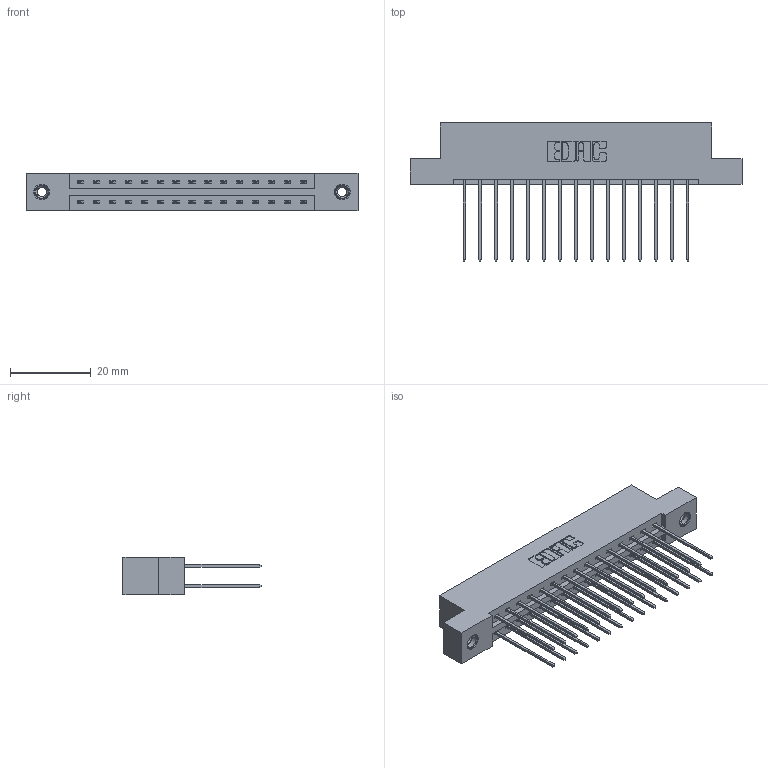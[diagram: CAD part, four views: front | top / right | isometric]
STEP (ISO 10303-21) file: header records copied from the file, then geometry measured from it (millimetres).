
FILE_DESCRIPTION (( 'STEP AP203' ), '1' );
FILE_NAME ('387-030-541-208.STEP', '2019-10-17T14:31:36', ( '' ), ( '' ), 'SwSTEP 2.0', 'SolidWorks 2016', '' );
FILE_SCHEMA (( 'CONFIG_CONTROL_DESIGN' ));
Length unit declared in the file: inch
Products named in the file (4): 387-030-541-208; 345-250-001_345-250-003-102; 337 Part_Flush Mounting Lugs - 0.156 Dia-TI; 345-292-001_345-293-141
Assembly tree (33 placements, depth 2):
  387-030-541-208
    337 Part_Flush Mounting Lugs - 0.156 Dia-TI
    345-292-001_345-293-141  x30
    345-250-001_345-250-003-102  x2
Bounding box: 82.45 x 34.3 x 9.4 mm (x, y, z)
Volume: 8495.3 mm3; surface area: 10229.5 mm2
Topology: 33 solids, 33 shells, 1794 faces, 5277 edges, 3470 vertices
Faces by surface type: plane 1242, cylinder 536, cone 12, torus 4
Entity records: 16326 total; most frequent: CARTESIAN_POINT 2753, ORIENTED_EDGE 2682, DIRECTION 2423, EDGE_CURVE 1341, VECTOR 1193, LINE 1193, VERTEX_POINT 888, AXIS2_PLACEMENT_3D 615
